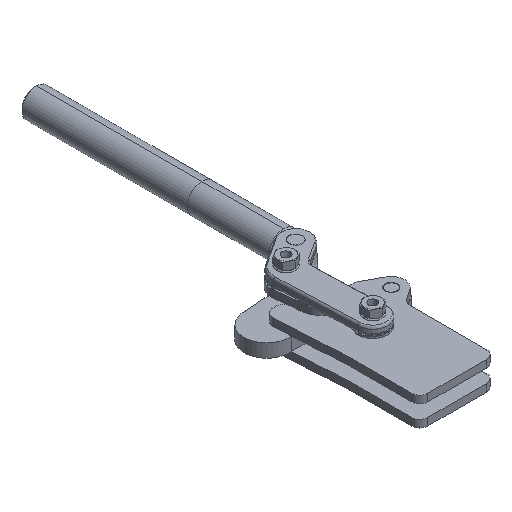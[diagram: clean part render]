
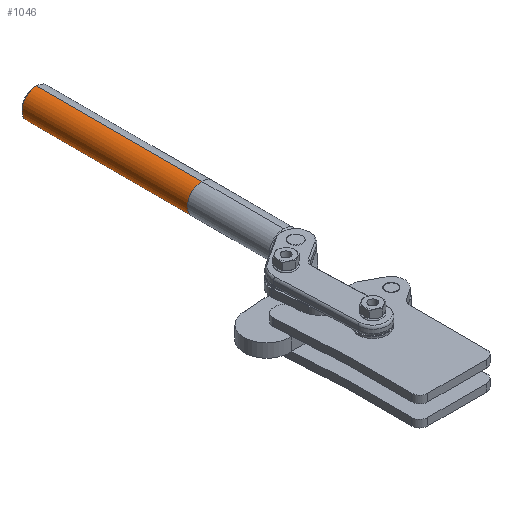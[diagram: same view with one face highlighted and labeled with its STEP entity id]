
A CAD part, isometric view. The second image highlights one B-rep face of the part: STEP entity #1046.
In plain terms, the highlighted cylindrical face has radius 8.65 mm (diameter 17.3 mm), a partial arc.
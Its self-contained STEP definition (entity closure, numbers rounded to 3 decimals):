
#7 = CARTESIAN_POINT ( 'NONE',  ( 0., 150., -8.65 ) ) ;
#156 = AXIS2_PLACEMENT_3D ( 'NONE', #17233, #20054, #17677 ) ;
#483 = EDGE_CURVE ( 'NONE', #18421, #9898, #11453, .T. ) ;
#548 = ORIENTED_EDGE ( 'NONE', *, *, #10876, .T. ) ;
#753 = DIRECTION ( 'NONE',  ( 0., -1., 0. ) ) ;
#1046 = ADVANCED_FACE ( 'NONE', ( #18031 ), #7337, .T. ) ;
#1082 = AXIS2_PLACEMENT_3D ( 'NONE', #6520, #14605, #14679 ) ;
#1689 = EDGE_CURVE ( 'NONE', #4221, #9898, #19227, .T. ) ;
#2267 = AXIS2_PLACEMENT_3D ( 'NONE', #7184, #18248, #8824 ) ;
#3424 = CARTESIAN_POINT ( 'NONE',  ( 0., 149., 8.65 ) ) ;
#4221 = VERTEX_POINT ( 'NONE', #12442 ) ;
#6520 = CARTESIAN_POINT ( 'NONE',  ( 0., 50., 0. ) ) ;
#7184 = CARTESIAN_POINT ( 'NONE',  ( 0., 149., 0. ) ) ;
#7337 = CYLINDRICAL_SURFACE ( 'NONE', #156, 8.65 ) ;
#7475 = LINE ( 'NONE', #7, #19083 ) ;
#7898 = DIRECTION ( 'NONE',  ( 0., -1., 0. ) ) ;
#8824 = DIRECTION ( 'NONE',  ( 0., 0., 1. ) ) ;
#9833 = CIRCLE ( 'NONE', #2267, 8.65 ) ;
#9898 = VERTEX_POINT ( 'NONE', #10834 ) ;
#9923 = VECTOR ( 'NONE', #7898, 1000. ) ;
#10198 = CARTESIAN_POINT ( 'NONE',  ( 0., 150., 8.65 ) ) ;
#10443 = VERTEX_POINT ( 'NONE', #13985 ) ;
#10834 = CARTESIAN_POINT ( 'NONE',  ( 0., 50., 8.65 ) ) ;
#10876 = EDGE_CURVE ( 'NONE', #10443, #4221, #7475, .T. ) ;
#11332 = ORIENTED_EDGE ( 'NONE', *, *, #1689, .T. ) ;
#11342 = ORIENTED_EDGE ( 'NONE', *, *, #483, .F. ) ;
#11453 = LINE ( 'NONE', #10198, #9923 ) ;
#12442 = CARTESIAN_POINT ( 'NONE',  ( 0., 50., -8.65 ) ) ;
#12997 = EDGE_CURVE ( 'NONE', #18421, #10443, #9833, .T. ) ;
#13745 = EDGE_LOOP ( 'NONE', ( #11342, #14754, #548, #11332 ) ) ;
#13985 = CARTESIAN_POINT ( 'NONE',  ( 0., 149., -8.65 ) ) ;
#14605 = DIRECTION ( 'NONE',  ( 0., 1., 0. ) ) ;
#14679 = DIRECTION ( 'NONE',  ( 0., 0., 1. ) ) ;
#14754 = ORIENTED_EDGE ( 'NONE', *, *, #12997, .T. ) ;
#17233 = CARTESIAN_POINT ( 'NONE',  ( 0., 150., 0. ) ) ;
#17677 = DIRECTION ( 'NONE',  ( 0., 0., -1. ) ) ;
#18031 = FACE_OUTER_BOUND ( 'NONE', #13745, .T. ) ;
#18248 = DIRECTION ( 'NONE',  ( 0., -1., 0. ) ) ;
#18421 = VERTEX_POINT ( 'NONE', #3424 ) ;
#19083 = VECTOR ( 'NONE', #753, 1000. ) ;
#19227 = CIRCLE ( 'NONE', #1082, 8.65 ) ;
#20054 = DIRECTION ( 'NONE',  ( 0., -1., 0. ) ) ;
